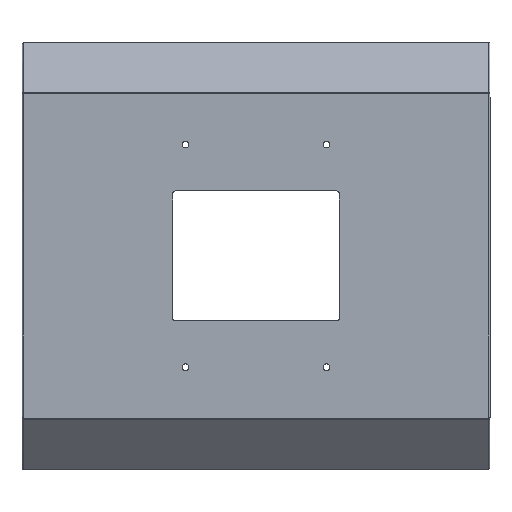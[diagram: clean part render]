
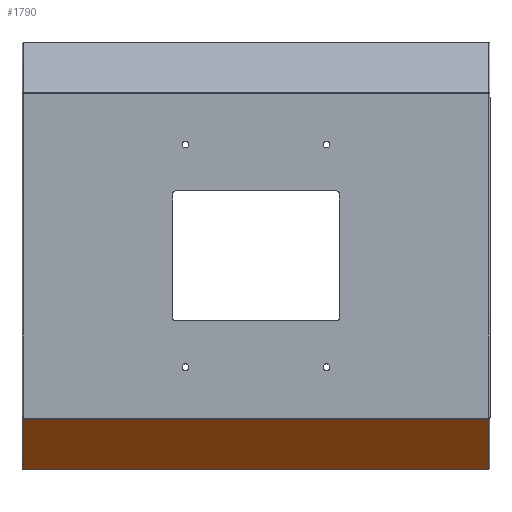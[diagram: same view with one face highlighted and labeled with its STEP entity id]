
A CAD part, top view. The second image highlights one B-rep face of the part: STEP entity #1790.
In plain terms, the highlighted planar face has unit normal (0, -0.668, 0.744).
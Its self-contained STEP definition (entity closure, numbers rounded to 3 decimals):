
#112 = EDGE_CURVE ( 'NONE', #451, #538, #3447, .T. ) ;
#173 = CARTESIAN_POINT ( 'NONE',  ( -313.35, -287.534, 0.596 ) ) ;
#195 = ORIENTED_EDGE ( 'NONE', *, *, #4070, .T. ) ;
#205 = DIRECTION ( 'NONE',  ( 0., 0.668, -0.744 ) ) ;
#451 = VERTEX_POINT ( 'NONE', #2090 ) ;
#538 = VERTEX_POINT ( 'NONE', #173 ) ;
#690 = ORIENTED_EDGE ( 'NONE', *, *, #1285, .T. ) ;
#953 = FACE_OUTER_BOUND ( 'NONE', #1226, .T. ) ;
#1226 = EDGE_LOOP ( 'NONE', ( #690, #195, #2527, #3838 ) ) ;
#1285 = EDGE_CURVE ( 'NONE', #2470, #2128, #2349, .T. ) ;
#1332 = CARTESIAN_POINT ( 'NONE',  ( 387., -287.534, 0.596 ) ) ;
#1438 = VECTOR ( 'NONE', #3437, 1000. ) ;
#1518 = AXIS2_PLACEMENT_3D ( 'NONE', #3683, #205, #2760 ) ;
#1538 = DIRECTION ( 'NONE',  ( 0., -0.744, -0.668 ) ) ;
#1548 = CARTESIAN_POINT ( 'NONE',  ( -313.35, -287.534, 0.596 ) ) ;
#1673 = VECTOR ( 'NONE', #1538, 1000. ) ;
#1790 = ADVANCED_FACE ( 'NONE', ( #953 ), #3367, .F. ) ;
#1873 = CARTESIAN_POINT ( 'NONE',  ( 387., -219.876, 61.289 ) ) ;
#2020 = CARTESIAN_POINT ( 'NONE',  ( 313.35, -287.534, 0.596 ) ) ;
#2090 = CARTESIAN_POINT ( 'NONE',  ( -313.35, -219.876, 61.289 ) ) ;
#2101 = LINE ( 'NONE', #1332, #2238 ) ;
#2128 = VERTEX_POINT ( 'NONE', #2131 ) ;
#2131 = CARTESIAN_POINT ( 'NONE',  ( 313.35, -219.876, 61.289 ) ) ;
#2192 = VECTOR ( 'NONE', #3930, 1000. ) ;
#2238 = VECTOR ( 'NONE', #2918, 1000. ) ;
#2349 = LINE ( 'NONE', #3310, #2192 ) ;
#2470 = VERTEX_POINT ( 'NONE', #2020 ) ;
#2483 = EDGE_CURVE ( 'NONE', #538, #2470, #2101, .T. ) ;
#2527 = ORIENTED_EDGE ( 'NONE', *, *, #112, .T. ) ;
#2760 = DIRECTION ( 'NONE',  ( 0., 0.744, 0.668 ) ) ;
#2912 = LINE ( 'NONE', #1873, #1438 ) ;
#2918 = DIRECTION ( 'NONE',  ( 1., 0., 0. ) ) ;
#3310 = CARTESIAN_POINT ( 'NONE',  ( 313.35, -287.534, 0.596 ) ) ;
#3367 = PLANE ( 'NONE',  #1518 ) ;
#3437 = DIRECTION ( 'NONE',  ( -1., 0., 0. ) ) ;
#3447 = LINE ( 'NONE', #1548, #1673 ) ;
#3683 = CARTESIAN_POINT ( 'NONE',  ( 387., -287.534, 0.596 ) ) ;
#3838 = ORIENTED_EDGE ( 'NONE', *, *, #2483, .T. ) ;
#3930 = DIRECTION ( 'NONE',  ( 0., 0.744, 0.668 ) ) ;
#4070 = EDGE_CURVE ( 'NONE', #2128, #451, #2912, .T. ) ;
